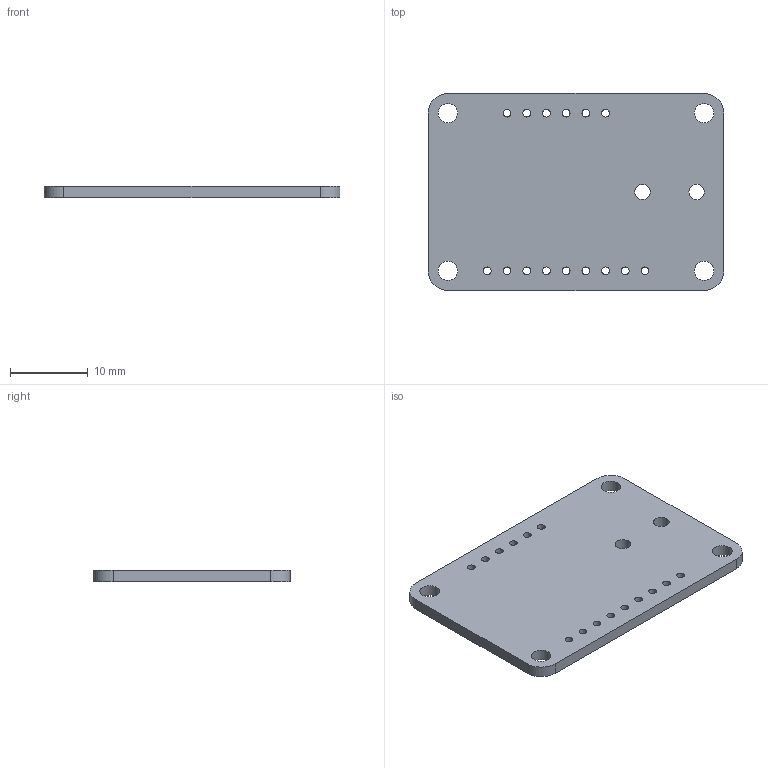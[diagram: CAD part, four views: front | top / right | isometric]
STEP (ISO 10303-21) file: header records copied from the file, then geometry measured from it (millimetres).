
FILE_DESCRIPTION(('KiCad electronic assembly'),'2;1');
FILE_NAME('Adafruit UDA1334 I2S DAC.step','2025-12-07T12:00:56',( 'Pcbnew'),('Kicad'),'Open CASCADE STEP processor 7.8', 'KiCad to STEP converter','Unknown');
FILE_SCHEMA(('AUTOMOTIVE_DESIGN { 1 0 10303 214 1 1 1 1 }'));
Length unit declared in the file: millimetre
Products named in the file (2): Adafruit UDA1334 I2S DAC 1; Adafruit UDA1334 I2S DAC_PCB
Assembly tree (1 placements, depth 2):
  Adafruit UDA1334 I2S DAC 1
    Adafruit UDA1334 I2S DAC_PCB
Bounding box: 38.1 x 25.4 x 1.51 mm (x, y, z)
Volume: 1396 mm3; surface area: 2171.8 mm2
Topology: 1 solids, 1 shells, 31 faces, 87 edges, 58 vertices
Faces by surface type: cylinder 25, plane 6
Full cylindrical faces by diameter (mm): 1 x15, 2 x2, 2.5 x4
Entity records: 1152 total; most frequent: DIRECTION 203, CARTESIAN_POINT 178, ORIENTED_EDGE 174, EDGE_CURVE 87, AXIS2_PLACEMENT_3D 83, FACE_BOUND 73, EDGE_LOOP 73, VERTEX_POINT 58
